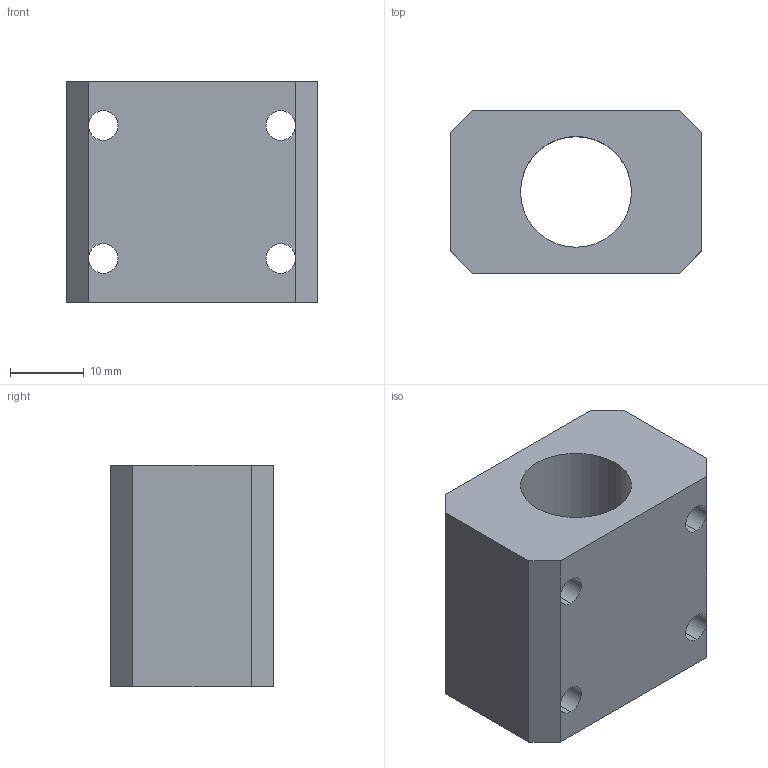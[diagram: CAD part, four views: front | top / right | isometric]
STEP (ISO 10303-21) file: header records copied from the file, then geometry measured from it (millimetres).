
FILE_DESCRIPTION (( 'STEP AP203' ), '1' );
FILE_NAME ('CamisaBaleroLineal.STEP', '2023-08-25T17:21:28', ( '' ), ( '' ), 'SwSTEP 2.0', 'SolidWorks 2023', '' );
FILE_SCHEMA (( 'CONFIG_CONTROL_DESIGN' ));
Length unit declared in the file: millimetre
Products named in the file (1): CamisaBaleroLineal
Bounding box: 34 x 22 x 30 mm (x, y, z)
Volume: 15492.7 mm3; surface area: 6674.7 mm2
Topology: 1 solids, 1 shells, 20 faces, 70 edges, 44 vertices
Faces by surface type: cylinder 10, plane 10
Entity records: 855 total; most frequent: DIRECTION 140, ORIENTED_EDGE 140, CARTESIAN_POINT 135, EDGE_CURVE 70, AXIS2_PLACEMENT_3D 49, VERTEX_POINT 44, LINE 42, VECTOR 42
